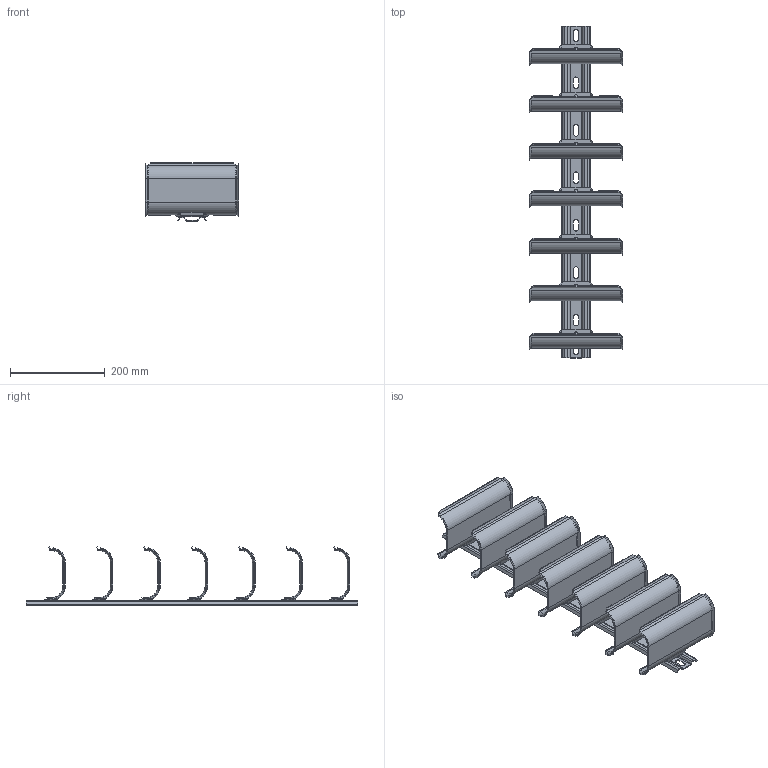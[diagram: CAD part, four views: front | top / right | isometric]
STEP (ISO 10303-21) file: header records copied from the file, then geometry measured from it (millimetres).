
FILE_DESCRIPTION((''),'2;1');
FILE_NAME('6006907_ASM','2014-10-30T',('AndreasKeweloh'),(''),'PRO/ENGINEER BY PARAMETRIC TECHNOLOGY CORPORATION, 2014000','PRO/ENGINEER BY PARAMETRIC TECHNOLOGY CORPORATION, 2014000','');
FILE_SCHEMA(('CONFIG_CONTROL_DESIGN'));
Length unit declared in the file: millimetre
Products named in the file (3): 046639_100; 068905_7-FACH; 6006907_ASM
Assembly tree (8 placements, depth 2):
  6006907_ASM
    046639_100  x7
    068905_7-FACH
Bounding box: 198 x 700 x 122.46 mm (x, y, z)
Volume: 508096.3 mm3; surface area: 525093.4 mm2
Topology: 8 solids, 8 shells, 1115 faces, 2871 edges, 1835 vertices
Faces by surface type: plane 597, cylinder 322, cone 84, bspline 56, torus 28, extrusion 28
Entity records: 8441 total; most frequent: CARTESIAN_POINT 2014, ORIENTED_EDGE 1314, DIRECTION 1295, EDGE_CURVE 657, AXIS2_PLACEMENT_3D 450, VERTEX_POINT 413, VECTOR 395, LINE 391
